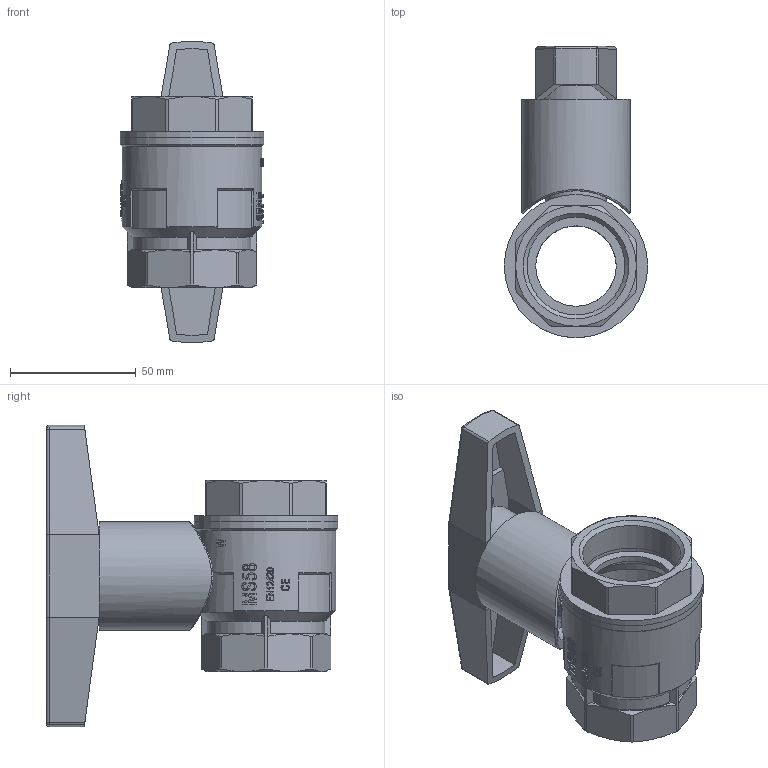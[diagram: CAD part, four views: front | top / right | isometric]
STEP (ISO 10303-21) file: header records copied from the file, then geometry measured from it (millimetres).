
FILE_DESCRIPTION(/* description */ ('Unknown'),/* implementation_level */ '2;1');
FILE_NAME(/* name */ '685-07',/* time_stamp */ '2022-06-15T10:26:08+02:00',/* author */ ('Unknown'),/* organization */ ('Unknown'),/* preprocessor_version */ 'ST-DEVELOPER v16.7',/* originating_system */ 'Solid Edge',/* authorisation */ 'Unknown');
FILE_SCHEMA (('AUTOMOTIVE_DESIGN {1 0 10303 214 3 1 1}'));
Products named in the file (13): 685-07; 600-1_1_4-Spindel-co_oa_0; 600-1_1_4-Spindel; 600-1_1_4-Stopfbuchse; 600-1_1_4-Kvrper-co_oa_1; 600-1_1_4-Kvrper; 600-1_1_4-Einschraubteil; 94000685-07; 00; SHOUBING; VT0801431006-1; XINZI; O-RING
Assembly tree (12 placements, depth 3):
  685-07
    600-1_1_4-Spindel-co_oa_0
      600-1_1_4-Spindel
      600-1_1_4-Stopfbuchse
    600-1_1_4-Kvrper-co_oa_1
      600-1_1_4-Kvrper
      600-1_1_4-Einschraubteil
    94000685-07
      00
      SHOUBING
      VT0801431006-1
      XINZI
      O-RING
Bounding box: 57 x 115.9 x 119.82 mm (x, y, z)
Volume: 119405.2 mm3; surface area: 75134.8 mm2
Topology: 9 solids, 9 shells, 1381 faces, 3785 edges, 2487 vertices
Faces by surface type: plane 1145, cylinder 162, cone 48, sphere 14, torus 7, bspline 5
Full cylindrical faces by diameter (mm): 3.4 x2, 5.4 x4, 10 x1, 14 x2, 14.1 x1, 14.5 x1, 15 x1, 16 x2, 18 x1, 18.38 x1, 20 x1, 21 x1, 22 x1, 24 x1, 26 x1, 32 x3, 35.5 x2, 38 x1, 38.952 x2, 38.954 x3, 42 x2, 43 x1, 50.499 x1, 50.5 x1, 52 x1, 52.002 x1, 54 x1, 55.5 x1, 57 x2
Entity records: 58270 total; most frequent: CARTESIAN_POINT 13024, DIRECTION 8467, ORIENTED_EDGE 7396, EDGE_CURVE 3698, AXIS2_PLACEMENT_3D 3478, VERTEX_POINT 2469, ELLIPSE 1612, FACE_BOUND 1533
